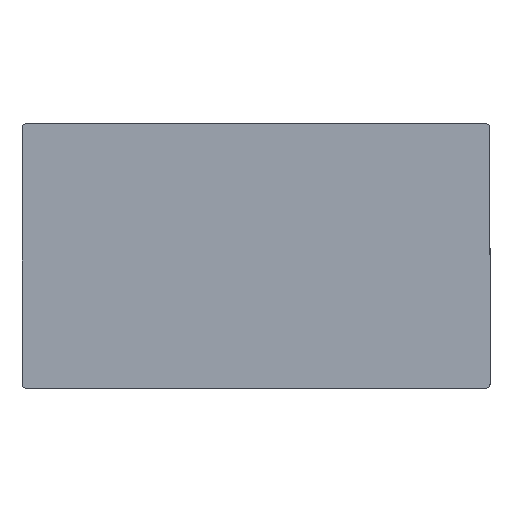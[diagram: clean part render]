
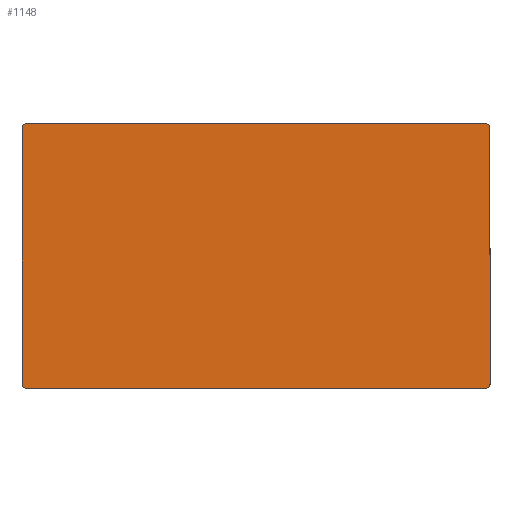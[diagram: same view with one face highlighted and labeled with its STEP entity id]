
A CAD part, top view. The second image highlights one B-rep face of the part: STEP entity #1148.
In plain terms, the highlighted planar face has unit normal (0, 0, 1).
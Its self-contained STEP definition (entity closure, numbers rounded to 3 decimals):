
#75 = CARTESIAN_POINT ( 'NONE',  ( -61., 35., 5. ) ) ;
#204 = EDGE_CURVE ( 'NONE', #3119, #914, #2130, .T. ) ;
#253 = DIRECTION ( 'NONE',  ( -1., 0., 0. ) ) ;
#312 = PLANE ( 'NONE',  #1018 ) ;
#436 = CIRCLE ( 'NONE', #4933, 1. ) ;
#520 = ORIENTED_EDGE ( 'NONE', *, *, #3944, .T. ) ;
#614 = DIRECTION ( 'NONE',  ( -1., 0., 0. ) ) ;
#653 = CARTESIAN_POINT ( 'NONE',  ( 61., -35., 5. ) ) ;
#722 = ORIENTED_EDGE ( 'NONE', *, *, #2688, .T. ) ;
#825 = ORIENTED_EDGE ( 'NONE', *, *, #204, .T. ) ;
#914 = VERTEX_POINT ( 'NONE', #4257 ) ;
#915 = VERTEX_POINT ( 'NONE', #1410 ) ;
#984 = CARTESIAN_POINT ( 'NONE',  ( 61., 34., 5. ) ) ;
#1014 = DIRECTION ( 'NONE',  ( 0., 0., 1. ) ) ;
#1018 = AXIS2_PLACEMENT_3D ( 'NONE', #2725, #1732, #5065 ) ;
#1021 = DIRECTION ( 'NONE',  ( 0., 0., 1. ) ) ;
#1148 = ADVANCED_FACE ( 'NONE', ( #5539 ), #312, .F. ) ;
#1212 = DIRECTION ( 'NONE',  ( 0., -1., 0. ) ) ;
#1356 = EDGE_CURVE ( 'NONE', #3891, #4723, #1939, .T. ) ;
#1410 = CARTESIAN_POINT ( 'NONE',  ( -61., -35., 5. ) ) ;
#1467 = DIRECTION ( 'NONE',  ( -1., 0., 0. ) ) ;
#1551 = VECTOR ( 'NONE', #1212, 1000. ) ;
#1646 = VECTOR ( 'NONE', #4567, 1000. ) ;
#1732 = DIRECTION ( 'NONE',  ( 0., 0., -1. ) ) ;
#1840 = ORIENTED_EDGE ( 'NONE', *, *, #3559, .T. ) ;
#1907 = DIRECTION ( 'NONE',  ( -1., 0., 0. ) ) ;
#1939 = CIRCLE ( 'NONE', #4820, 1. ) ;
#2037 = CARTESIAN_POINT ( 'NONE',  ( 62., 35., 5. ) ) ;
#2050 = VECTOR ( 'NONE', #1467, 1000. ) ;
#2121 = CARTESIAN_POINT ( 'NONE',  ( -62., -34., 5. ) ) ;
#2130 = CIRCLE ( 'NONE', #2817, 1. ) ;
#2138 = LINE ( 'NONE', #4538, #5991 ) ;
#2141 = CARTESIAN_POINT ( 'NONE',  ( 62., -34., 5. ) ) ;
#2475 = DIRECTION ( 'NONE',  ( -1., 0., 0. ) ) ;
#2505 = EDGE_CURVE ( 'NONE', #915, #3891, #5473, .T. ) ;
#2688 = EDGE_CURVE ( 'NONE', #4110, #3119, #5210, .T. ) ;
#2725 = CARTESIAN_POINT ( 'NONE',  ( 0., 0., 5. ) ) ;
#2817 = AXIS2_PLACEMENT_3D ( 'NONE', #4533, #5062, #253 ) ;
#2902 = EDGE_CURVE ( 'NONE', #3225, #915, #2989, .T. ) ;
#2989 = CIRCLE ( 'NONE', #5288, 1. ) ;
#3094 = LINE ( 'NONE', #3161, #1551 ) ;
#3112 = ORIENTED_EDGE ( 'NONE', *, *, #3883, .T. ) ;
#3119 = VERTEX_POINT ( 'NONE', #75 ) ;
#3161 = CARTESIAN_POINT ( 'NONE',  ( -62., 35., 5. ) ) ;
#3173 = EDGE_LOOP ( 'NONE', ( #3112, #3620, #3526, #4790, #1840, #520, #722, #825 ) ) ;
#3225 = VERTEX_POINT ( 'NONE', #2121 ) ;
#3526 = ORIENTED_EDGE ( 'NONE', *, *, #2505, .T. ) ;
#3559 = EDGE_CURVE ( 'NONE', #4723, #5935, #2138, .T. ) ;
#3620 = ORIENTED_EDGE ( 'NONE', *, *, #2902, .T. ) ;
#3883 = EDGE_CURVE ( 'NONE', #914, #3225, #3094, .T. ) ;
#3891 = VERTEX_POINT ( 'NONE', #653 ) ;
#3944 = EDGE_CURVE ( 'NONE', #5935, #4110, #436, .T. ) ;
#3976 = CARTESIAN_POINT ( 'NONE',  ( 62., -35., 5. ) ) ;
#4000 = CARTESIAN_POINT ( 'NONE',  ( 61., -34., 5. ) ) ;
#4043 = DIRECTION ( 'NONE',  ( 0., 1., 0. ) ) ;
#4103 = CARTESIAN_POINT ( 'NONE',  ( 62., 34., 5. ) ) ;
#4110 = VERTEX_POINT ( 'NONE', #4668 ) ;
#4257 = CARTESIAN_POINT ( 'NONE',  ( -62., 34., 5. ) ) ;
#4490 = CARTESIAN_POINT ( 'NONE',  ( -61., -34., 5. ) ) ;
#4533 = CARTESIAN_POINT ( 'NONE',  ( -61., 34., 5. ) ) ;
#4538 = CARTESIAN_POINT ( 'NONE',  ( 62., 35., 5. ) ) ;
#4567 = DIRECTION ( 'NONE',  ( 1., 0., 0. ) ) ;
#4668 = CARTESIAN_POINT ( 'NONE',  ( 61., 35., 5. ) ) ;
#4723 = VERTEX_POINT ( 'NONE', #2141 ) ;
#4790 = ORIENTED_EDGE ( 'NONE', *, *, #1356, .T. ) ;
#4820 = AXIS2_PLACEMENT_3D ( 'NONE', #4000, #1021, #2475 ) ;
#4933 = AXIS2_PLACEMENT_3D ( 'NONE', #984, #1014, #1907 ) ;
#5023 = DIRECTION ( 'NONE',  ( 0., 0., 1. ) ) ;
#5062 = DIRECTION ( 'NONE',  ( 0., 0., 1. ) ) ;
#5065 = DIRECTION ( 'NONE',  ( -1., 0., 0. ) ) ;
#5210 = LINE ( 'NONE', #2037, #2050 ) ;
#5288 = AXIS2_PLACEMENT_3D ( 'NONE', #4490, #5023, #614 ) ;
#5473 = LINE ( 'NONE', #3976, #1646 ) ;
#5539 = FACE_OUTER_BOUND ( 'NONE', #3173, .T. ) ;
#5935 = VERTEX_POINT ( 'NONE', #4103 ) ;
#5991 = VECTOR ( 'NONE', #4043, 1000. ) ;
